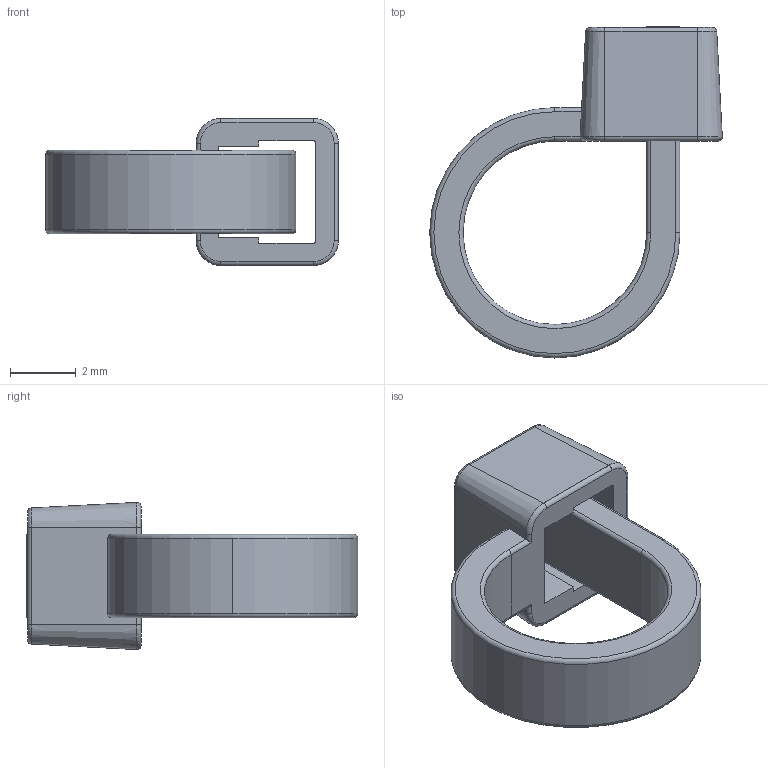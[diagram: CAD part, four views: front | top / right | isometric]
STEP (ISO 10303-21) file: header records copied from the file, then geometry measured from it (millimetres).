
FILE_DESCRIPTION(('FreeCAD Model'),'2;1');
FILE_NAME('Open CASCADE Shape Model','2024-08-10T17:34:50',(''),(''), 'Open CASCADE STEP processor 7.6','FreeCAD','Unknown');
FILE_SCHEMA(('AP242_MANAGED_MODEL_BASED_3D_ENGINEERING_MIM_LF. {1 0 10303 442 1 1 4 }'));
Length unit declared in the file: millimetre
Products named in the file (1): Cut
Bounding box: 8.91 x 10.1 x 4.48 mm (x, y, z)
Volume: 89.8 mm3; surface area: 282.5 mm2
Topology: 1 solids, 1 shells, 491 faces, 1315 edges, 868 vertices
Faces by surface type: plane 230, bspline 217, cylinder 28, torus 12, cone 4
Entity records: 25571 total; most frequent: CARTESIAN_POINT 14720, ORIENTED_EDGE 2630, DIRECTION 1497, EDGE_CURVE 1315, VERTEX_POINT 868, LINE 807, VECTOR 807, FACE_BOUND 535
